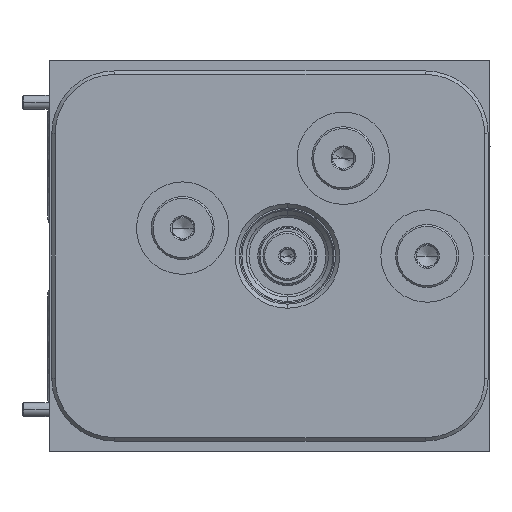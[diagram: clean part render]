
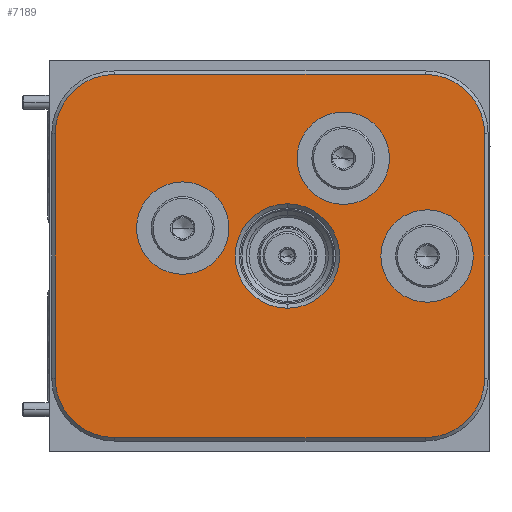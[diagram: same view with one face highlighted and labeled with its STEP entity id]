
A CAD part, left-side view. The second image highlights one B-rep face of the part: STEP entity #7189.
In plain terms, the highlighted planar face has unit normal (-1, 0, 0).
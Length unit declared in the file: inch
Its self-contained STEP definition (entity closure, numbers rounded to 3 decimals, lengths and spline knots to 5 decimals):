
#532=CARTESIAN_POINT('',(0.,-2.125,1.75));
#533=DIRECTION('',(1.,0.,0.));
#534=DIRECTION('',(0.,0.,-1.));
#535=AXIS2_PLACEMENT_3D('',#532,#533,#534);
#537=CARTESIAN_POINT('',(0.,-2.125,1.75));
#538=DIRECTION('',(1.,0.,0.));
#539=DIRECTION('',(0.,0.,1.));
#540=AXIS2_PLACEMENT_3D('',#537,#538,#539);
#542=CARTESIAN_POINT('',(0.,-3.375,1.75));
#543=DIRECTION('',(1.,0.,0.));
#544=DIRECTION('',(0.,0.,-1.));
#545=AXIS2_PLACEMENT_3D('',#542,#543,#544);
#547=CARTESIAN_POINT('',(0.,-3.375,1.75));
#548=DIRECTION('',(1.,0.,0.));
#549=DIRECTION('',(0.,0.,1.));
#550=AXIS2_PLACEMENT_3D('',#547,#548,#549);
#552=CARTESIAN_POINT('',(0.,-1.188,2.));
#553=DIRECTION('',(1.,0.,0.));
#554=DIRECTION('',(0.,0.,-1.));
#555=AXIS2_PLACEMENT_3D('',#552,#553,#554);
#557=CARTESIAN_POINT('',(0.,-1.188,2.));
#558=DIRECTION('',(1.,0.,0.));
#559=DIRECTION('',(0.,0.,1.));
#560=AXIS2_PLACEMENT_3D('',#557,#558,#559);
#562=CARTESIAN_POINT('',(0.,-2.625,2.625));
#563=DIRECTION('',(1.,0.,0.));
#564=DIRECTION('',(0.,0.,-1.));
#565=AXIS2_PLACEMENT_3D('',#562,#563,#564);
#567=CARTESIAN_POINT('',(0.,-2.625,2.625));
#568=DIRECTION('',(1.,0.,0.));
#569=DIRECTION('',(0.,0.,1.));
#570=AXIS2_PLACEMENT_3D('',#567,#568,#569);
#4796=CARTESIAN_POINT('',(0.,-3.359,0.656));
#4797=DIRECTION('',(1.,0.,0.));
#4798=DIRECTION('',(0.,-1.,0.));
#4799=AXIS2_PLACEMENT_3D('',#4796,#4797,#4798);
#4810=DIRECTION('',(0.,0.,-1.));
#4811=VECTOR('',#4810,2.188);
#4812=CARTESIAN_POINT('',(0.,-3.89,2.844));
#4813=LINE('',#4812,#4811);
#4822=CARTESIAN_POINT('',(0.,-3.359,2.844));
#4823=DIRECTION('',(1.,0.,0.));
#4824=DIRECTION('',(0.,0.,1.));
#4825=AXIS2_PLACEMENT_3D('',#4822,#4823,#4824);
#4836=DIRECTION('',(0.,-1.,0.));
#4837=VECTOR('',#4836,2.781);
#4838=CARTESIAN_POINT('',(0.,-0.578,3.375));
#4839=LINE('',#4838,#4837);
#4848=CARTESIAN_POINT('',(0.,-0.578,2.844));
#4849=DIRECTION('',(1.,0.,0.));
#4850=DIRECTION('',(0.,1.,0.));
#4851=AXIS2_PLACEMENT_3D('',#4848,#4849,#4850);
#4862=DIRECTION('',(0.,0.,1.));
#4863=VECTOR('',#4862,2.188);
#4864=CARTESIAN_POINT('',(0.,-0.047,0.656));
#4865=LINE('',#4864,#4863);
#4870=CARTESIAN_POINT('',(0.,-0.578,0.656));
#4871=DIRECTION('',(1.,0.,0.));
#4872=DIRECTION('',(0.,0.,-1.));
#4873=AXIS2_PLACEMENT_3D('',#4870,#4871,#4872);
#4888=DIRECTION('',(0.,1.,0.));
#4889=VECTOR('',#4888,2.781);
#4890=CARTESIAN_POINT('',(0.,-3.359,0.125));
#4891=LINE('',#4890,#4889);
#5976=CARTESIAN_POINT('',(0.,-2.125,2.217));
#5977=VERTEX_POINT('',#5976);
#5982=CARTESIAN_POINT('',(0.,-2.125,1.283));
#5983=VERTEX_POINT('',#5982);
#5990=CARTESIAN_POINT('',(0.,-3.375,1.3365));
#5992=VERTEX_POINT('',#5990);
#5994=CARTESIAN_POINT('',(0.,-3.375,2.1635));
#5996=VERTEX_POINT('',#5994);
#6020=CARTESIAN_POINT('',(0.,-1.188,1.5865));
#6022=VERTEX_POINT('',#6020);
#6024=CARTESIAN_POINT('',(0.,-1.188,2.4135));
#6026=VERTEX_POINT('',#6024);
#6054=CARTESIAN_POINT('',(0.,-2.625,2.2115));
#6056=VERTEX_POINT('',#6054);
#6058=CARTESIAN_POINT('',(0.,-2.625,3.0385));
#6060=VERTEX_POINT('',#6058);
#6126=CARTESIAN_POINT('',(0.,-0.047,0.656));
#6127=CARTESIAN_POINT('',(0.,-0.047,2.844));
#6128=VERTEX_POINT('',#6126);
#6129=VERTEX_POINT('',#6127);
#6134=CARTESIAN_POINT('',(0.,-0.578,3.375));
#6135=VERTEX_POINT('',#6134);
#6138=CARTESIAN_POINT('',(0.,-3.359,3.375));
#6139=VERTEX_POINT('',#6138);
#6142=CARTESIAN_POINT('',(0.,-3.89,2.844));
#6143=VERTEX_POINT('',#6142);
#6146=CARTESIAN_POINT('',(0.,-3.89,0.656));
#6147=VERTEX_POINT('',#6146);
#6150=CARTESIAN_POINT('',(0.,-3.359,0.125));
#6151=VERTEX_POINT('',#6150);
#6154=CARTESIAN_POINT('',(0.,-0.578,0.125));
#6155=VERTEX_POINT('',#6154);
#7144=CARTESIAN_POINT('',(0.,0.,0.));
#7145=DIRECTION('',(-1.,0.,0.));
#7146=DIRECTION('',(0.,-1.,0.));
#7147=AXIS2_PLACEMENT_3D('',#7144,#7145,#7146);
#7148=PLANE('',#7147);
#7150=ORIENTED_EDGE('',*,*,#7149,.T.);
#7152=ORIENTED_EDGE('',*,*,#7151,.T.);
#7154=ORIENTED_EDGE('',*,*,#7153,.T.);
#7156=ORIENTED_EDGE('',*,*,#7155,.T.);
#7158=ORIENTED_EDGE('',*,*,#7157,.T.);
#7160=ORIENTED_EDGE('',*,*,#7159,.T.);
#7162=ORIENTED_EDGE('',*,*,#7161,.T.);
#7164=ORIENTED_EDGE('',*,*,#7163,.T.);
#7165=EDGE_LOOP('',(#7150,#7152,#7154,#7156,#7158,#7160,#7162,#7164));
#7166=FACE_OUTER_BOUND('',#7165,.F.);
#7168=ORIENTED_EDGE('',*,*,#7167,.F.);
#7170=ORIENTED_EDGE('',*,*,#7169,.F.);
#7171=EDGE_LOOP('',(#7168,#7170));
#7172=FACE_BOUND('',#7171,.F.);
#7174=ORIENTED_EDGE('',*,*,#7173,.F.);
#7176=ORIENTED_EDGE('',*,*,#7175,.F.);
#7177=EDGE_LOOP('',(#7174,#7176));
#7178=FACE_BOUND('',#7177,.F.);
#7180=ORIENTED_EDGE('',*,*,#7179,.F.);
#7182=ORIENTED_EDGE('',*,*,#7181,.F.);
#7183=EDGE_LOOP('',(#7180,#7182));
#7184=FACE_BOUND('',#7183,.F.);
#7185=ORIENTED_EDGE('',*,*,#7126,.F.);
#7186=ORIENTED_EDGE('',*,*,#7137,.F.);
#7187=EDGE_LOOP('',(#7185,#7186));
#7188=FACE_BOUND('',#7187,.F.);
#7189=ADVANCED_FACE('',(#7166,#7172,#7178,#7184,#7188),#7148,.T.);
#536=CIRCLE('',#535,0.467);
#541=CIRCLE('',#540,0.467);
#546=CIRCLE('',#545,0.4135);
#551=CIRCLE('',#550,0.4135);
#556=CIRCLE('',#555,0.4135);
#561=CIRCLE('',#560,0.4135);
#566=CIRCLE('',#565,0.4135);
#571=CIRCLE('',#570,0.4135);
#4800=CIRCLE('',#4799,0.531);
#4826=CIRCLE('',#4825,0.531);
#4852=CIRCLE('',#4851,0.531);
#4874=CIRCLE('',#4873,0.531);
#7126=EDGE_CURVE('',#5983,#5977,#536,.T.);
#7137=EDGE_CURVE('',#5977,#5983,#541,.T.);
#7149=EDGE_CURVE('',#6147,#6151,#4800,.T.);
#7151=EDGE_CURVE('',#6151,#6155,#4891,.T.);
#7153=EDGE_CURVE('',#6155,#6128,#4874,.T.);
#7155=EDGE_CURVE('',#6128,#6129,#4865,.T.);
#7157=EDGE_CURVE('',#6129,#6135,#4852,.T.);
#7159=EDGE_CURVE('',#6135,#6139,#4839,.T.);
#7161=EDGE_CURVE('',#6139,#6143,#4826,.T.);
#7163=EDGE_CURVE('',#6143,#6147,#4813,.T.);
#7167=EDGE_CURVE('',#5992,#5996,#546,.T.);
#7169=EDGE_CURVE('',#5996,#5992,#551,.T.);
#7173=EDGE_CURVE('',#6022,#6026,#556,.T.);
#7175=EDGE_CURVE('',#6026,#6022,#561,.T.);
#7179=EDGE_CURVE('',#6056,#6060,#566,.T.);
#7181=EDGE_CURVE('',#6060,#6056,#571,.T.);
